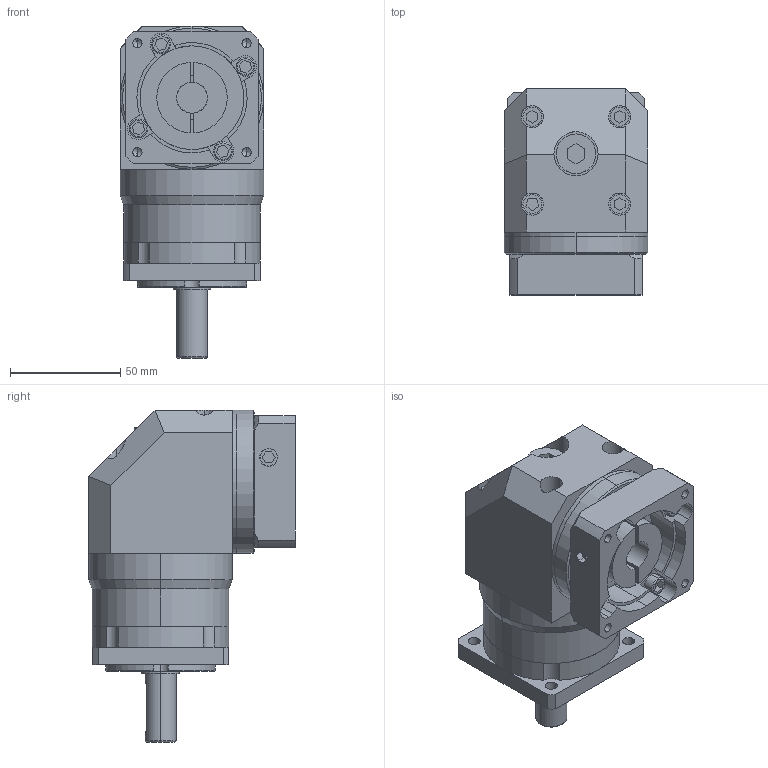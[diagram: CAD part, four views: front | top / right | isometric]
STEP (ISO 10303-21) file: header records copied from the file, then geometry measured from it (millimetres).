
FILE_DESCRIPTION (( 'STEP AP214' ), '1' );
FILE_NAME ('WPF60一级减速器（配60伺服电机）.STEP', '2023-06-12T01:04:12', ( '' ), ( '' ), 'SwSTEP 2.0', 'SolidWorks 2020', '' );
FILE_SCHEMA (( 'AUTOMOTIVE_DESIGN' ));
Length unit declared in the file: millimetre
Products named in the file (1): WPF60一级减速器（配60伺服电机）
Bounding box: 65 x 93.5 x 150.5 mm (x, y, z)
Volume: 464467.2 mm3; surface area: 75653.8 mm2
Topology: 4 solids, 4 shells, 383 faces, 944 edges, 603 vertices
Faces by surface type: plane 212, cylinder 129, torus 22, cone 20
Entity records: 11517 total; most frequent: CARTESIAN_POINT 2119, DIRECTION 2007, ORIENTED_EDGE 1868, EDGE_CURVE 934, AXIS2_PLACEMENT_3D 723, VERTEX_POINT 603, LINE 561, VECTOR 561
